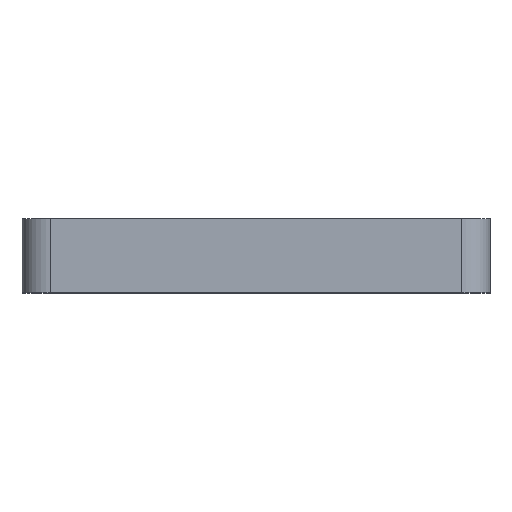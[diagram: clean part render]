
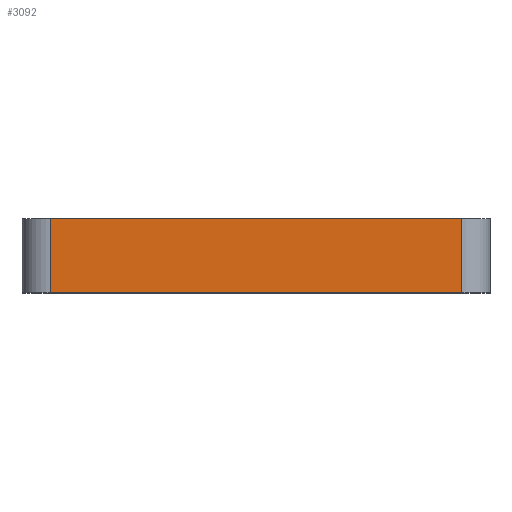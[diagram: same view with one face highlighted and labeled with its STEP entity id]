
A CAD part, top view. The second image highlights one B-rep face of the part: STEP entity #3092.
In plain terms, the highlighted planar face has unit normal (0, 0, 1).
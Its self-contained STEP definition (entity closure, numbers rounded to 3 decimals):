
#452=FACE_OUTER_BOUND('',#644,.T.);
#644=EDGE_LOOP('',(#2773,#2774,#2775,#2776));
#894=LINE('',#5770,#1167);
#906=LINE('',#5822,#1179);
#926=LINE('',#5878,#1199);
#927=LINE('',#5880,#1200);
#1167=VECTOR('',#3610,10.);
#1179=VECTOR('',#3656,10.);
#1199=VECTOR('',#3714,10.);
#1200=VECTOR('',#3717,10.);
#1464=VERTEX_POINT('',#5767);
#1465=VERTEX_POINT('',#5769);
#1487=VERTEX_POINT('',#5819);
#1488=VERTEX_POINT('',#5821);
#1885=EDGE_CURVE('',#1464,#1465,#894,.T.);
#1909=EDGE_CURVE('',#1487,#1488,#906,.T.);
#1939=EDGE_CURVE('',#1488,#1464,#926,.T.);
#1940=EDGE_CURVE('',#1465,#1487,#927,.T.);
#2773=ORIENTED_EDGE('',*,*,#1939,.F.);
#2774=ORIENTED_EDGE('',*,*,#1909,.F.);
#2775=ORIENTED_EDGE('',*,*,#1940,.F.);
#2776=ORIENTED_EDGE('',*,*,#1885,.F.);
#2932=PLANE('',#3228);
#3092=ADVANCED_FACE('',(#452),#2932,.T.);
#3228=AXIS2_PLACEMENT_3D('',#5879,#3715,#3716);
#3610=DIRECTION('',(-1.,0.,0.));
#3656=DIRECTION('',(1.,0.,0.));
#3714=DIRECTION('',(0.,-1.,0.));
#3715=DIRECTION('center_axis',(0.,0.,1.));
#3716=DIRECTION('ref_axis',(1.,0.,0.));
#3717=DIRECTION('',(0.,1.,0.));
#5767=CARTESIAN_POINT('',(67.644,0.,72.463));
#5769=CARTESIAN_POINT('',(-4.5,0.,72.463));
#5770=CARTESIAN_POINT('',(72.644,0.,72.463));
#5819=CARTESIAN_POINT('',(-4.5,13.,72.463));
#5821=CARTESIAN_POINT('',(67.644,13.,72.463));
#5822=CARTESIAN_POINT('',(72.644,13.,72.463));
#5878=CARTESIAN_POINT('',(67.644,0.,72.463));
#5879=CARTESIAN_POINT('Origin',(-9.5,0.,72.463));
#5880=CARTESIAN_POINT('',(-4.5,0.,72.463));
